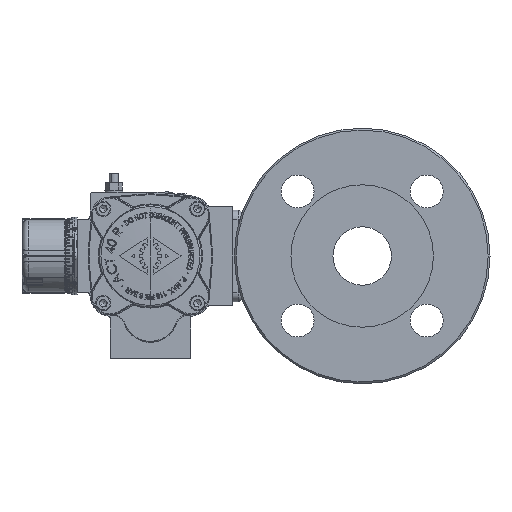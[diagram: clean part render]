
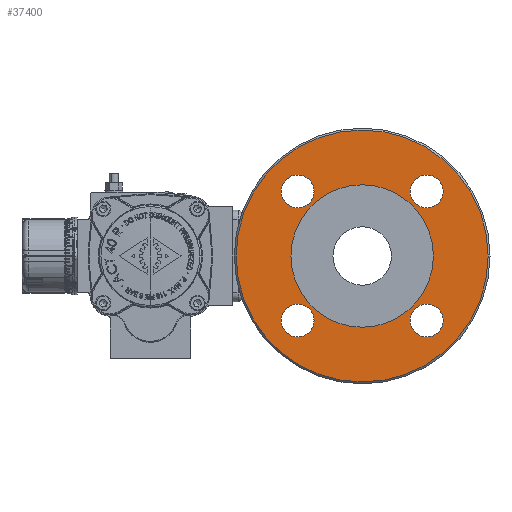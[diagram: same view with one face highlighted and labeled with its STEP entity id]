
A CAD part, left-side view. The second image highlights one B-rep face of the part: STEP entity #37400.
In plain terms, the highlighted planar face has unit normal (-1, 0, 0).
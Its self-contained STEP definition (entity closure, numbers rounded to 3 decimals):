
#815 = EDGE_CURVE ( 'NONE', #72066, #188273, #80032, .T. ) ;
#1686 = AXIS2_PLACEMENT_3D ( 'NONE', #131062, #195058, #48802 ) ;
#2701 = CARTESIAN_POINT ( 'NONE',  ( -43., 38.5, 0. ) ) ;
#6354 = DIRECTION ( 'NONE',  ( 0., 1., 0. ) ) ;
#6660 = VERTEX_POINT ( 'NONE', #81470 ) ;
#7578 = DIRECTION ( 'NONE',  ( 1., 0., 0. ) ) ;
#7768 = DIRECTION ( 'NONE',  ( 0., 0., 1. ) ) ;
#7968 = VERTEX_POINT ( 'NONE', #43628 ) ;
#8633 = CIRCLE ( 'NONE', #115775, 39. ) ;
#9070 = EDGE_CURVE ( 'NONE', #55589, #105280, #37782, .T. ) ;
#10819 = DIRECTION ( 'NONE',  ( 1., 0., 0. ) ) ;
#14582 = EDGE_CURVE ( 'NONE', #176464, #118906, #66430, .T. ) ;
#14688 = CARTESIAN_POINT ( 'NONE',  ( -43., 34.855, -44.355 ) ) ;
#15678 = DIRECTION ( 'NONE',  ( 1., 0., 0. ) ) ;
#15876 = ORIENTED_EDGE ( 'NONE', *, *, #9070, .F. ) ;
#16735 = CARTESIAN_POINT ( 'NONE',  ( -43., 34.855, 44.355 ) ) ;
#17363 = ORIENTED_EDGE ( 'NONE', *, *, #41046, .T. ) ;
#17738 = DIRECTION ( 'NONE',  ( 1., 0., 0. ) ) ;
#18636 = DIRECTION ( 'NONE',  ( 1., 0., 0. ) ) ;
#20627 = DIRECTION ( 'NONE',  ( 1., 0., 0. ) ) ;
#21697 = DIRECTION ( 'NONE',  ( 0., 1., 0. ) ) ;
#23889 = DIRECTION ( 'NONE',  ( 0., 0., 1. ) ) ;
#24039 = FACE_BOUND ( 'NONE', #173631, .T. ) ;
#24509 = DIRECTION ( 'NONE',  ( 0., 0., 1. ) ) ;
#28546 = ORIENTED_EDGE ( 'NONE', *, *, #78623, .T. ) ;
#34384 = CARTESIAN_POINT ( 'NONE',  ( -43., -35.855, -26.355 ) ) ;
#35123 = AXIS2_PLACEMENT_3D ( 'NONE', #174547, #91137, #7768 ) ;
#36891 = CARTESIAN_POINT ( 'NONE',  ( -43., 34.855, -35.355 ) ) ;
#37400 = ADVANCED_FACE ( 'NONE', ( #188700, #140966, #123654, #189763, #24039, #203895 ), #120473, .T. ) ;
#37782 = CIRCLE ( 'NONE', #162371, 69. ) ;
#41046 = EDGE_CURVE ( 'NONE', #118906, #176464, #160139, .T. ) ;
#43628 = CARTESIAN_POINT ( 'NONE',  ( -43., -35.855, 26.355 ) ) ;
#47043 = DIRECTION ( 'NONE',  ( 0., 0., 1. ) ) ;
#48802 = DIRECTION ( 'NONE',  ( 0., 0., 1. ) ) ;
#51015 = CARTESIAN_POINT ( 'NONE',  ( -43., -0.5, 0. ) ) ;
#53026 = AXIS2_PLACEMENT_3D ( 'NONE', #51015, #20627, #21697 ) ;
#55589 = VERTEX_POINT ( 'NONE', #156760 ) ;
#58087 = CIRCLE ( 'NONE', #89167, 9. ) ;
#59445 = EDGE_LOOP ( 'NONE', ( #72313, #17363 ) ) ;
#64351 = CARTESIAN_POINT ( 'NONE',  ( -43., -35.855, 35.355 ) ) ;
#65660 = CARTESIAN_POINT ( 'NONE',  ( -43., -35.855, -44.355 ) ) ;
#66430 = CIRCLE ( 'NONE', #177183, 9. ) ;
#68243 = DIRECTION ( 'NONE',  ( 1., 0., 0. ) ) ;
#70129 = EDGE_LOOP ( 'NONE', ( #195622, #15876 ) ) ;
#71471 = CARTESIAN_POINT ( 'NONE',  ( -43., 68.5, 0. ) ) ;
#72066 = VERTEX_POINT ( 'NONE', #212155 ) ;
#72313 = ORIENTED_EDGE ( 'NONE', *, *, #14582, .T. ) ;
#77142 = EDGE_CURVE ( 'NONE', #138072, #82918, #58087, .T. ) ;
#77465 = CIRCLE ( 'NONE', #98323, 9. ) ;
#78623 = EDGE_CURVE ( 'NONE', #6660, #114837, #106785, .T. ) ;
#80032 = CIRCLE ( 'NONE', #125001, 9. ) ;
#80363 = EDGE_CURVE ( 'NONE', #188273, #72066, #77465, .T. ) ;
#80902 = EDGE_CURVE ( 'NONE', #7968, #183154, #202293, .T. ) ;
#81470 = CARTESIAN_POINT ( 'NONE',  ( -43., -39.5, 0. ) ) ;
#82918 = VERTEX_POINT ( 'NONE', #65660 ) ;
#83614 = CARTESIAN_POINT ( 'NONE',  ( -43., -0.5, 0. ) ) ;
#84685 = DIRECTION ( 'NONE',  ( 0., 1., 0. ) ) ;
#85594 = CARTESIAN_POINT ( 'NONE',  ( -43., -0.5, 0. ) ) ;
#86875 = ORIENTED_EDGE ( 'NONE', *, *, #77142, .T. ) ;
#89167 = AXIS2_PLACEMENT_3D ( 'NONE', #92682, #121988, #24509 ) ;
#91137 = DIRECTION ( 'NONE',  ( -1., 0., 0. ) ) ;
#92021 = DIRECTION ( 'NONE',  ( 0., 0., 1. ) ) ;
#92682 = CARTESIAN_POINT ( 'NONE',  ( -43., -35.855, -35.355 ) ) ;
#94932 = AXIS2_PLACEMENT_3D ( 'NONE', #158100, #10819, #23889 ) ;
#95076 = CIRCLE ( 'NONE', #1686, 9. ) ;
#95141 = EDGE_CURVE ( 'NONE', #105280, #55589, #118224, .T. ) ;
#98323 = AXIS2_PLACEMENT_3D ( 'NONE', #133578, #17738, #47043 ) ;
#104061 = ORIENTED_EDGE ( 'NONE', *, *, #815, .T. ) ;
#105280 = VERTEX_POINT ( 'NONE', #71471 ) ;
#106785 = CIRCLE ( 'NONE', #144820, 39. ) ;
#111601 = CIRCLE ( 'NONE', #139295, 9. ) ;
#112049 = DIRECTION ( 'NONE',  ( 0., 0., 1. ) ) ;
#114837 = VERTEX_POINT ( 'NONE', #2701 ) ;
#115775 = AXIS2_PLACEMENT_3D ( 'NONE', #205648, #139518, #6354 ) ;
#118224 = CIRCLE ( 'NONE', #53026, 69. ) ;
#118906 = VERTEX_POINT ( 'NONE', #14688 ) ;
#120473 = PLANE ( 'NONE',  #35123 ) ;
#121988 = DIRECTION ( 'NONE',  ( 1., 0., 0. ) ) ;
#122345 = DIRECTION ( 'NONE',  ( 0., 0., 1. ) ) ;
#123654 = FACE_BOUND ( 'NONE', #150747, .T. ) ;
#125001 = AXIS2_PLACEMENT_3D ( 'NONE', #140780, #7578, #92021 ) ;
#130436 = DIRECTION ( 'NONE',  ( 1., 0., 0. ) ) ;
#131062 = CARTESIAN_POINT ( 'NONE',  ( -43., -35.855, -35.355 ) ) ;
#132607 = EDGE_LOOP ( 'NONE', ( #86875, #147856 ) ) ;
#133578 = CARTESIAN_POINT ( 'NONE',  ( -43., 34.855, 35.355 ) ) ;
#134909 = EDGE_CURVE ( 'NONE', #114837, #6660, #8633, .T. ) ;
#138072 = VERTEX_POINT ( 'NONE', #34384 ) ;
#138262 = CARTESIAN_POINT ( 'NONE',  ( -43., 34.855, -26.355 ) ) ;
#139295 = AXIS2_PLACEMENT_3D ( 'NONE', #64351, #130436, #112049 ) ;
#139518 = DIRECTION ( 'NONE',  ( 1., 0., 0. ) ) ;
#140780 = CARTESIAN_POINT ( 'NONE',  ( -43., 34.855, 35.355 ) ) ;
#140966 = FACE_BOUND ( 'NONE', #132607, .T. ) ;
#144820 = AXIS2_PLACEMENT_3D ( 'NONE', #85594, #68243, #183089 ) ;
#146348 = AXIS2_PLACEMENT_3D ( 'NONE', #196600, #15678, #197671 ) ;
#147856 = ORIENTED_EDGE ( 'NONE', *, *, #184266, .T. ) ;
#150747 = EDGE_LOOP ( 'NONE', ( #188954, #104061 ) ) ;
#152351 = ORIENTED_EDGE ( 'NONE', *, *, #80902, .T. ) ;
#156760 = CARTESIAN_POINT ( 'NONE',  ( -43., -69.5, 0. ) ) ;
#158100 = CARTESIAN_POINT ( 'NONE',  ( -43., -35.855, 35.355 ) ) ;
#160139 = CIRCLE ( 'NONE', #146348, 9. ) ;
#162371 = AXIS2_PLACEMENT_3D ( 'NONE', #83614, #18636, #84685 ) ;
#163157 = ORIENTED_EDGE ( 'NONE', *, *, #134909, .T. ) ;
#173631 = EDGE_LOOP ( 'NONE', ( #179137, #152351 ) ) ;
#174547 = CARTESIAN_POINT ( 'NONE',  ( -43., 53.5, 0. ) ) ;
#176464 = VERTEX_POINT ( 'NONE', #138262 ) ;
#177183 = AXIS2_PLACEMENT_3D ( 'NONE', #36891, #202595, #122345 ) ;
#179137 = ORIENTED_EDGE ( 'NONE', *, *, #181356, .T. ) ;
#179768 = EDGE_LOOP ( 'NONE', ( #163157, #28546 ) ) ;
#181356 = EDGE_CURVE ( 'NONE', #183154, #7968, #111601, .T. ) ;
#183089 = DIRECTION ( 'NONE',  ( 0., 1., 0. ) ) ;
#183154 = VERTEX_POINT ( 'NONE', #199312 ) ;
#184266 = EDGE_CURVE ( 'NONE', #82918, #138072, #95076, .T. ) ;
#188273 = VERTEX_POINT ( 'NONE', #16735 ) ;
#188700 = FACE_BOUND ( 'NONE', #179768, .T. ) ;
#188954 = ORIENTED_EDGE ( 'NONE', *, *, #80363, .T. ) ;
#189763 = FACE_BOUND ( 'NONE', #59445, .T. ) ;
#195058 = DIRECTION ( 'NONE',  ( 1., 0., 0. ) ) ;
#195622 = ORIENTED_EDGE ( 'NONE', *, *, #95141, .F. ) ;
#196600 = CARTESIAN_POINT ( 'NONE',  ( -43., 34.855, -35.355 ) ) ;
#197671 = DIRECTION ( 'NONE',  ( 0., 0., 1. ) ) ;
#199312 = CARTESIAN_POINT ( 'NONE',  ( -43., -35.855, 44.355 ) ) ;
#202293 = CIRCLE ( 'NONE', #94932, 9. ) ;
#202595 = DIRECTION ( 'NONE',  ( 1., 0., 0. ) ) ;
#203895 = FACE_OUTER_BOUND ( 'NONE', #70129, .T. ) ;
#205648 = CARTESIAN_POINT ( 'NONE',  ( -43., -0.5, 0. ) ) ;
#212155 = CARTESIAN_POINT ( 'NONE',  ( -43., 34.855, 26.355 ) ) ;
